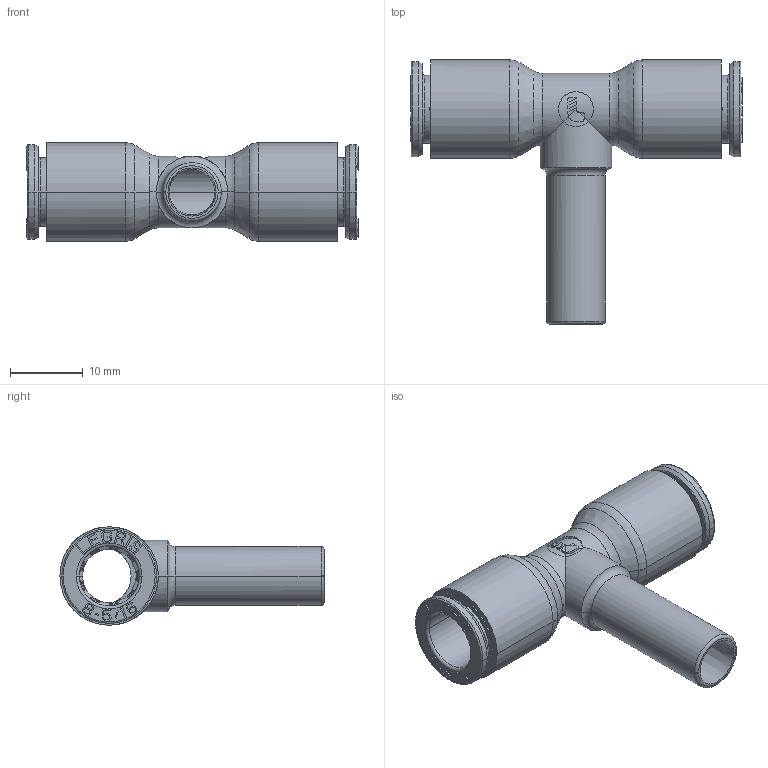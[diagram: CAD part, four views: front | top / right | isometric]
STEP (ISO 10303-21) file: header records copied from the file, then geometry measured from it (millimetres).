
FILE_DESCRIPTION(('STEP AP214'),'1');
FILE_NAME('6888_08_00.stp','2016-07-07T14:49:49',('TraceParts'),('TraceParts S.A.'),'Spatial InterOp 3D',' ',' ');
FILE_SCHEMA(('automotive_design'));
Length unit declared in the file: millimetre
Products named in the file (11): V888-08-00_ASM|Next assembly relationship#44108-19_ASM|Next assembly relationship#44108-30;44108-30; V888-08-00_ASM|Next assembly relationship#44108-19_ASM|Next assembly relationship#44108-32;44108-32; V888-08-00_ASM|Next assembly relationship#44108-19_ASM|Next assembly relationship#44108;44108; V888-08-00_ASM|Next assembly relationship#44108-19_ASM|Next assembly relationship#44108-40;44108-40; V888-08-00_ASM|Next assembly relationship#44518-14;44518-14; V888-08-00_ASM|Next assembly relationship#44108-11-10-ASM;44108-11-10-ASM
Bounding box: 45.5 x 36.2 x 13.5 mm (x, y, z)
Volume: 3375.8 mm3; surface area: 7594.1 mm2
Topology: 11 solids, 11 shells, 1373 faces, 3614 edges, 2317 vertices
Faces by surface type: plane 814, cylinder 159, cone 158, torus 130, bspline 108, sphere 4
Entity records: 46704 total; most frequent: CARTESIAN_POINT 12996, ORIENTED_EDGE 7220, DIRECTION 6584, EDGE_CURVE 3610, LINE 2500, VECTOR 2500, VERTEX_POINT 2317, AXIS2_PLACEMENT_3D 2042
